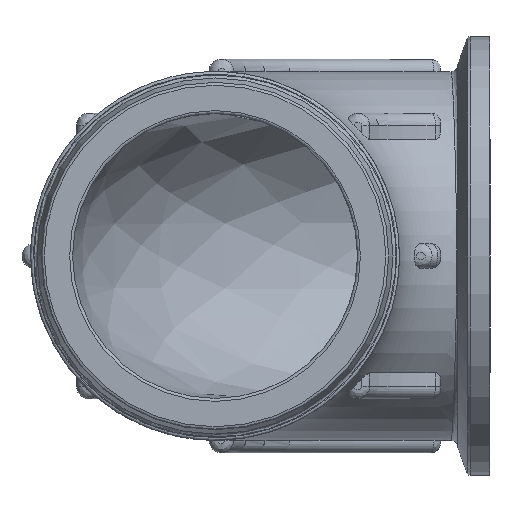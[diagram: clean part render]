
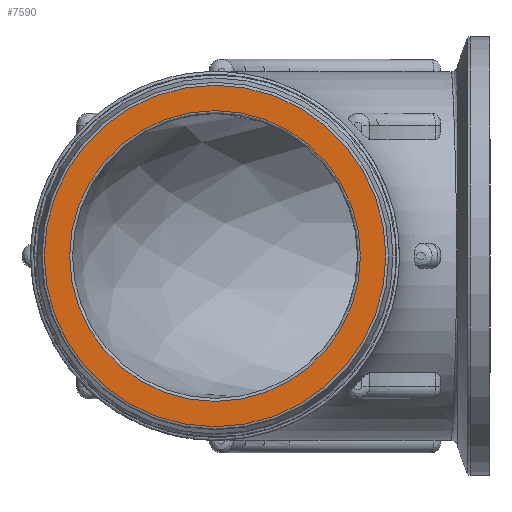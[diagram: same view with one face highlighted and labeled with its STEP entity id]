
A CAD part, left-side view. The second image highlights one B-rep face of the part: STEP entity #7590.
In plain terms, the highlighted planar face has unit normal (-1, 0, 0).
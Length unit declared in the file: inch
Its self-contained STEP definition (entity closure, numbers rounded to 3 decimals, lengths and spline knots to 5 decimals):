
#1314=PLANE('',#8323);
#1387=FACE_BOUND('',#2238,.T.);
#1758=FACE_OUTER_BOUND('',#2237,.T.);
#2237=EDGE_LOOP('',(#6511));
#2238=EDGE_LOOP('',(#6512));
#2699=CIRCLE('',#8321,1.72674);
#2701=CIRCLE('',#8324,1.47);
#3468=VERTEX_POINT('',#15759);
#3470=VERTEX_POINT('',#15764);
#4502=EDGE_CURVE('',#3468,#3468,#2699,.T.);
#4504=EDGE_CURVE('',#3470,#3470,#2701,.T.);
#6511=ORIENTED_EDGE('',*,*,#4502,.F.);
#6512=ORIENTED_EDGE('',*,*,#4504,.F.);
#7590=ADVANCED_FACE('',(#1758,#1387),#1314,.T.);
#8321=AXIS2_PLACEMENT_3D('',#15760,#10027,#10028);
#8323=AXIS2_PLACEMENT_3D('',#15763,#10031,#10032);
#8324=AXIS2_PLACEMENT_3D('',#15765,#10033,#10034);
#10027=DIRECTION('center_axis',(1.,0.,0.));
#10028=DIRECTION('ref_axis',(0.,-1.,0.));
#10031=DIRECTION('center_axis',(-1.,0.,0.));
#10032=DIRECTION('ref_axis',(0.,0.,1.));
#10033=DIRECTION('center_axis',(-1.,0.,0.));
#10034=DIRECTION('ref_axis',(0.,-1.,0.));
#15759=CARTESIAN_POINT('',(-2.,1.72674,0.));
#15760=CARTESIAN_POINT('Origin',(-2.,0.,0.));
#15763=CARTESIAN_POINT('Origin',(-2.,1.59488,0.));
#15764=CARTESIAN_POINT('',(-2.,1.47,0.));
#15765=CARTESIAN_POINT('Origin',(-2.,0.,0.));
